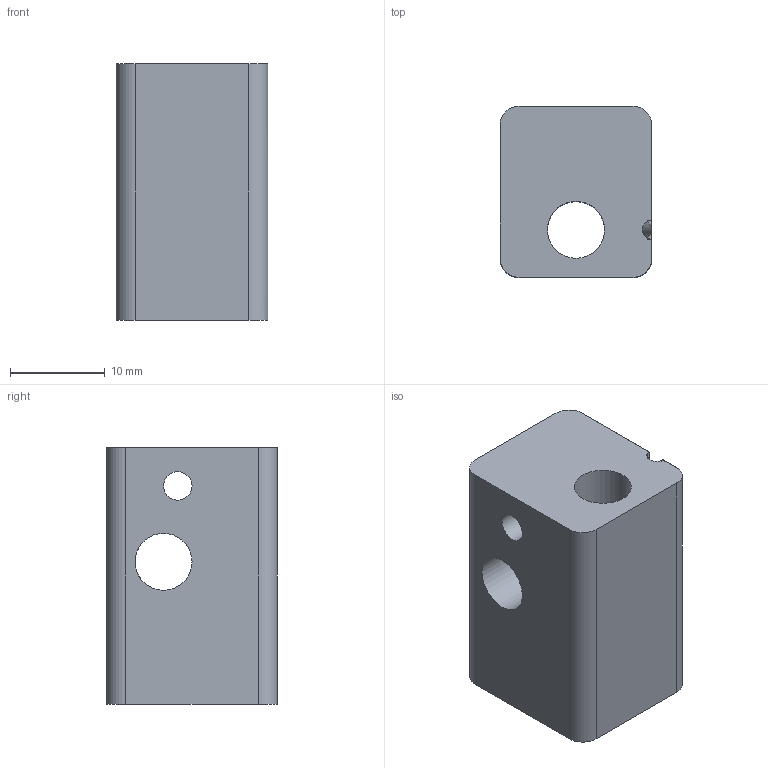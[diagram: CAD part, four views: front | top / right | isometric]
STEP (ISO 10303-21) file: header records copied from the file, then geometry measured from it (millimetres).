
FILE_DESCRIPTION(('FreeCAD Model'),'2;1');
FILE_NAME('extended_hex_hb_v0.15.step','2015-03-24T10:17:03',('Author'),(''), 'Open CASCADE STEP processor 6.7','FreeCAD','Unknown');
FILE_SCHEMA(('AUTOMOTIVE_DESIGN_CC2 { 1 2 10303 214 -1 1 5 4 }'));
Length unit declared in the file: millimetre
Products named in the file (1): Pocket005
Bounding box: 16 x 18 x 27 mm (x, y, z)
Volume: 6289.7 mm3; surface area: 3235 mm2
Topology: 1 solids, 1 shells, 29 faces, 75 edges, 47 vertices
Faces by surface type: plane 20, cylinder 9
Full cylindrical faces by diameter (mm): 2 x1, 3 x2, 6 x2
Entity records: 2368 total; most frequent: CARTESIAN_POINT 890, DIRECTION 265, ORIENTED_EDGE 150, PCURVE 150, DEFINITIONAL_REPRESENTATION 150, LINE 130, VECTOR 130, EDGE_CURVE 75
